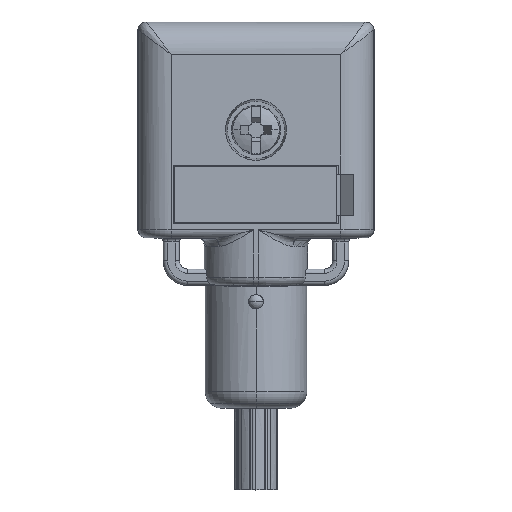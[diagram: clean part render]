
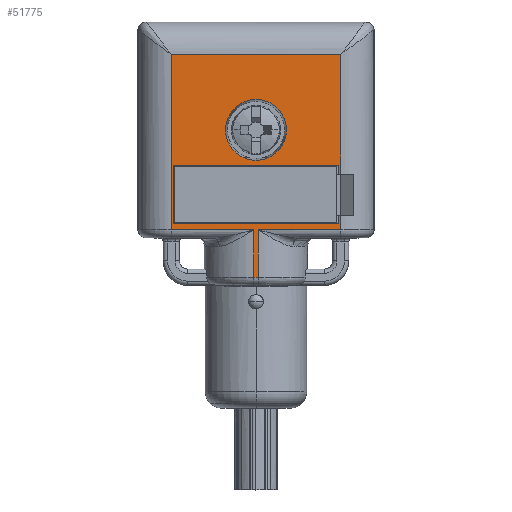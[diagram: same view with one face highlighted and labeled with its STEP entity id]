
A CAD part, top view. The second image highlights one B-rep face of the part: STEP entity #51775.
In plain terms, the highlighted planar face has unit normal (0, 0, 1).
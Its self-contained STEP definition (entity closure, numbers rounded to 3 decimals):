
#1535=DIRECTION('',(-1.,0.,0.));
#1536=VECTOR('',#1535,0.6);
#1537=CARTESIAN_POINT('',(-3.514,-19.153,
24.428));
#1538=LINE('',#1537,#1536);
#1550=CARTESIAN_POINT('',(-3.814,-1.153,
24.428));
#1551=DIRECTION('',(0.,0.,-1.));
#1552=DIRECTION('',(0.,-1.,0.));
#1553=AXIS2_PLACEMENT_3D('',#1550,#1551,#1552);
#1558=CARTESIAN_POINT('',(-3.814,-1.153,
24.428));
#1559=DIRECTION('',(0.,0.,-1.));
#1560=DIRECTION('',(0.,1.,0.));
#1561=AXIS2_PLACEMENT_3D('',#1558,#1559,#1560);
#1611=DIRECTION('',(-1.,0.,0.));
#1612=VECTOR('',#1611,10.065);
#1613=CARTESIAN_POINT('',(6.55,-13.373,24.428));
#1614=LINE('',#1613,#1612);
#1853=DIRECTION('',(1.,0.,0.));
#1854=VECTOR('',#1853,20.73);
#1855=CARTESIAN_POINT('',(-14.179,8.04,24.428));
#1856=LINE('',#1855,#1854);
#1897=DIRECTION('',(0.,-1.,0.));
#1898=VECTOR('',#1897,14.594);
#1899=CARTESIAN_POINT('',(6.55,8.04,24.428));
#1900=LINE('',#1899,#1898);
#1917=CARTESIAN_POINT('',(6.55,8.04,24.428));
#1944=DIRECTION('',(0.,-1.,0.));
#1945=VECTOR('',#1944,1.72);
#1946=CARTESIAN_POINT('',(6.55,-11.653,24.428));
#1947=LINE('',#1946,#1945);
#1958=DIRECTION('',(-1.,0.,0.));
#1959=VECTOR('',#1958,0.265);
#1960=CARTESIAN_POINT('',(6.55,-6.553,24.428));
#1961=LINE('',#1960,#1959);
#2030=DIRECTION('',(1.,0.,0.));
#2031=VECTOR('',#2030,0.265);
#2032=CARTESIAN_POINT('',(6.286,-11.653,24.428));
#2033=LINE('',#2032,#2031);
#2051=DIRECTION('',(0.,1.,0.));
#2052=VECTOR('',#2051,1.);
#2053=CARTESIAN_POINT('',(6.286,-12.653,24.428));
#2054=LINE('',#2053,#2052);
#2116=DIRECTION('',(1.,0.,0.));
#2117=VECTOR('',#2116,20.2);
#2118=CARTESIAN_POINT('',(-13.914,-12.653,
24.428));
#2119=LINE('',#2118,#2117);
#2786=DIRECTION('',(-1.,0.,0.));
#2787=VECTOR('',#2786,20.2);
#2788=CARTESIAN_POINT('',(6.286,-5.553,24.428));
#2789=LINE('',#2788,#2787);
#3311=DIRECTION('',(0.,-1.,0.));
#3312=VECTOR('',#3311,7.1);
#3313=CARTESIAN_POINT('',(-13.914,-5.553,
24.428));
#3314=LINE('',#3313,#3312);
#3318=DIRECTION('',(0.,1.,0.));
#3319=VECTOR('',#3318,1.);
#3320=CARTESIAN_POINT('',(6.286,-6.553,24.428));
#3321=LINE('',#3320,#3319);
#3913=CARTESIAN_POINT('',(-14.179,8.04,24.428));
#3930=DIRECTION('',(0.,1.,0.));
#3931=VECTOR('',#3930,21.413);
#3932=CARTESIAN_POINT('',(-14.179,-13.373,
24.428));
#3933=LINE('',#3932,#3931);
#41456=DIRECTION('',(-1.,0.,0.));
#41457=VECTOR('',#41456,10.065);
#41458=CARTESIAN_POINT('',(-4.114,-13.373,
24.428));
#41459=LINE('',#41458,#41457);
#41470=CARTESIAN_POINT('',(-4.114,-13.373,
24.428));
#41532=DIRECTION('',(0.,1.,0.));
#41533=VECTOR('',#41532,5.78);
#41534=CARTESIAN_POINT('',(-4.114,-19.153,
24.428));
#41535=LINE('',#41534,#41533);
#42337=DIRECTION('',(0.,-1.,0.));
#42338=VECTOR('',#42337,5.78);
#42339=CARTESIAN_POINT('',(-3.514,-13.373,
24.428));
#42340=LINE('',#42339,#42338);
#48828=CARTESIAN_POINT('',(-4.114,-19.153,
24.428));
#48829=VERTEX_POINT('',#48828);
#48833=CARTESIAN_POINT('',(-3.514,-19.153,
24.428));
#48834=VERTEX_POINT('',#48833);
#48866=VERTEX_POINT('',#41470);
#48928=CARTESIAN_POINT('',(6.286,-11.653,
24.428));
#48929=VERTEX_POINT('',#48928);
#48930=CARTESIAN_POINT('',(6.55,-11.653,
24.428));
#48931=VERTEX_POINT('',#48930);
#48932=CARTESIAN_POINT('',(6.286,-12.653,
24.428));
#48933=VERTEX_POINT('',#48932);
#48934=CARTESIAN_POINT('',(-13.914,-12.653,
24.428));
#48935=VERTEX_POINT('',#48934);
#48936=CARTESIAN_POINT('',(-13.914,-5.553,
24.428));
#48937=VERTEX_POINT('',#48936);
#48938=CARTESIAN_POINT('',(6.286,-5.553,
24.428));
#48939=VERTEX_POINT('',#48938);
#48940=CARTESIAN_POINT('',(6.286,-6.553,
24.428));
#48941=VERTEX_POINT('',#48940);
#48942=CARTESIAN_POINT('',(6.55,-6.553,
24.428));
#48943=VERTEX_POINT('',#48942);
#48944=CARTESIAN_POINT('',(-3.514,-13.373,
24.428));
#48945=VERTEX_POINT('',#48944);
#48946=CARTESIAN_POINT('',(6.55,-13.373,
24.428));
#48947=VERTEX_POINT('',#48946);
#48951=VERTEX_POINT('',#1917);
#49004=CARTESIAN_POINT('',(-14.179,-13.373,
24.429));
#49005=VERTEX_POINT('',#49004);
#49032=VERTEX_POINT('',#3913);
#49667=CARTESIAN_POINT('',(-3.814,-4.872,
24.428));
#49669=VERTEX_POINT('',#49667);
#49671=CARTESIAN_POINT('',(-3.814,2.566,
24.428));
#49673=VERTEX_POINT('',#49671);
#51731=CARTESIAN_POINT('',(-3.814,-1.153,
24.428));
#51732=DIRECTION('',(0.,0.,1.));
#51733=DIRECTION('',(1.,0.,0.));
#51734=AXIS2_PLACEMENT_3D('',#51731,#51732,#51733);
#51735=PLANE('',#51734);
#51737=ORIENTED_EDGE('',*,*,#51736,.T.);
#51739=ORIENTED_EDGE('',*,*,#51738,.T.);
#51740=ORIENTED_EDGE('',*,*,#51715,.T.);
#51742=ORIENTED_EDGE('',*,*,#51741,.T.);
#51744=ORIENTED_EDGE('',*,*,#51743,.T.);
#51746=ORIENTED_EDGE('',*,*,#51745,.T.);
#51748=ORIENTED_EDGE('',*,*,#51747,.T.);
#51750=ORIENTED_EDGE('',*,*,#51749,.T.);
#51752=ORIENTED_EDGE('',*,*,#51751,.T.);
#51754=ORIENTED_EDGE('',*,*,#51753,.T.);
#51756=ORIENTED_EDGE('',*,*,#51755,.T.);
#51758=ORIENTED_EDGE('',*,*,#51757,.T.);
#51760=ORIENTED_EDGE('',*,*,#51759,.T.);
#51762=ORIENTED_EDGE('',*,*,#51761,.T.);
#51764=ORIENTED_EDGE('',*,*,#51763,.T.);
#51766=ORIENTED_EDGE('',*,*,#51765,.T.);
#51767=EDGE_LOOP('',(#51737,#51739,#51740,#51742,#51744,#51746,#51748,#51750,
#51752,#51754,#51756,#51758,#51760,#51762,#51764,#51766));
#51768=FACE_OUTER_BOUND('',#51767,.F.);
#51770=ORIENTED_EDGE('',*,*,#51769,.F.);
#51772=ORIENTED_EDGE('',*,*,#51771,.F.);
#51773=EDGE_LOOP('',(#51770,#51772));
#51774=FACE_BOUND('',#51773,.F.);
#51775=ADVANCED_FACE('',(#51768,#51774),#51735,.T.);
#1554=CIRCLE('',#1553,3.719);
#1562=CIRCLE('',#1561,3.719);
#51715=EDGE_CURVE('',#48834,#48829,#1538,.T.);
#51736=EDGE_CURVE('',#48947,#48945,#1614,.T.);
#51738=EDGE_CURVE('',#48945,#48834,#42340,.T.);
#51741=EDGE_CURVE('',#48829,#48866,#41535,.T.);
#51743=EDGE_CURVE('',#48866,#49005,#41459,.T.);
#51745=EDGE_CURVE('',#49005,#49032,#3933,.T.);
#51747=EDGE_CURVE('',#49032,#48951,#1856,.T.);
#51749=EDGE_CURVE('',#48951,#48943,#1900,.T.);
#51751=EDGE_CURVE('',#48943,#48941,#1961,.T.);
#51753=EDGE_CURVE('',#48941,#48939,#3321,.T.);
#51755=EDGE_CURVE('',#48939,#48937,#2789,.T.);
#51757=EDGE_CURVE('',#48937,#48935,#3314,.T.);
#51759=EDGE_CURVE('',#48935,#48933,#2119,.T.);
#51761=EDGE_CURVE('',#48933,#48929,#2054,.T.);
#51763=EDGE_CURVE('',#48929,#48931,#2033,.T.);
#51765=EDGE_CURVE('',#48931,#48947,#1947,.T.);
#51769=EDGE_CURVE('',#49669,#49673,#1554,.T.);
#51771=EDGE_CURVE('',#49673,#49669,#1562,.T.);
